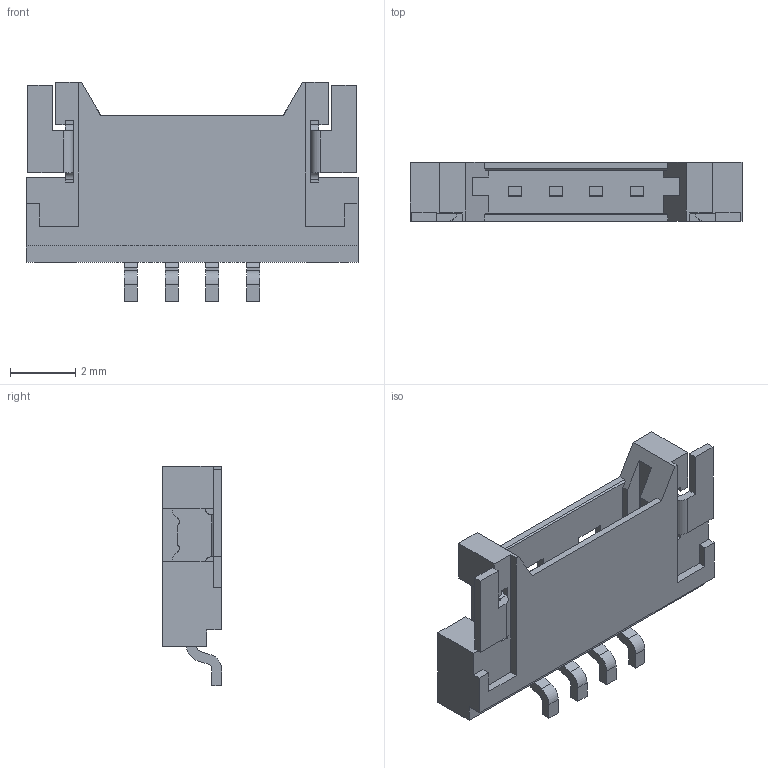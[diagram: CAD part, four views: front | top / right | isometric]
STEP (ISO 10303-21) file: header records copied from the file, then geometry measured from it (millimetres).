
FILE_DESCRIPTION((''),'2;1');
FILE_NAME('FWF12510-S04B14W5M-BV','2021-09-08T',('gongcheng6'),(''),'PRO/ENGINEER BY PARAMETRIC TECHNOLOGY CORPORATION, 2010280','PRO/ENGINEER BY PARAMETRIC TECHNOLOGY CORPORATION, 2010280','');
FILE_SCHEMA(('CONFIG_CONTROL_DESIGN'));
Length unit declared in the file: millimetre
Products named in the file (1): FWF12510-S04B14W5M-BV
Bounding box: 10.15 x 1.8 x 6.7 mm (x, y, z)
Volume: 48.1 mm3; surface area: 250.2 mm2
Topology: 1 solids, 1 shells, 193 faces, 520 edges, 340 vertices
Faces by surface type: plane 161, cylinder 32
Entity records: 6008 total; most frequent: CARTESIAN_POINT 1053, ORIENTED_EDGE 1040, DIRECTION 974, EDGE_CURVE 520, VECTOR 452, LINE 452, VERTEX_POINT 340, AXIS2_PLACEMENT_3D 261
